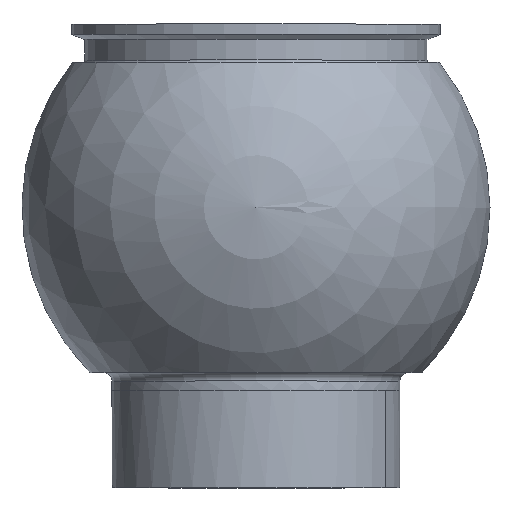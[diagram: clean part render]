
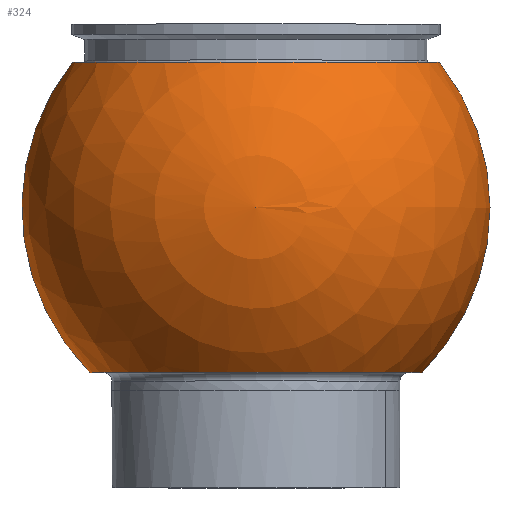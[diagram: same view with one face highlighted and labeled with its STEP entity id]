
A CAD part, top view. The second image highlights one B-rep face of the part: STEP entity #324.
In plain terms, the highlighted spherical face has radius 82.55 mm.
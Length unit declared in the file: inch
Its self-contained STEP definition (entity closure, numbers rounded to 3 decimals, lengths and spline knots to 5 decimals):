
#32 = ORIENTED_EDGE ( 'NONE', *, *, #216, .T. ) ;
#39 = CARTESIAN_POINT ( 'NONE',  ( 2.30617, -2.29, 0. ) ) ;
#44 = CARTESIAN_POINT ( 'NONE',  ( 2.54837, 2.017, 0. ) ) ;
#47 = DIRECTION ( 'NONE',  ( 0., 0., -1. ) ) ;
#51 = DIRECTION ( 'NONE',  ( 0., 0., -1. ) ) ;
#83 = EDGE_CURVE ( 'NONE', #472, #155, #174, .T. ) ;
#86 = VERTEX_POINT ( 'NONE', #44 ) ;
#123 = CIRCLE ( 'NONE', #518, 2.30617 ) ;
#135 = CARTESIAN_POINT ( 'NONE',  ( -2.30617, -2.29, 0. ) ) ;
#143 = DIRECTION ( 'NONE',  ( 1., 0., 0. ) ) ;
#155 = VERTEX_POINT ( 'NONE', #307 ) ;
#174 = CIRCLE ( 'NONE', #563, 3.25 ) ;
#189 = AXIS2_PLACEMENT_3D ( 'NONE', #295, #51, #143 ) ;
#207 = CARTESIAN_POINT ( 'NONE',  ( 0., 0., 0. ) ) ;
#208 = DIRECTION ( 'NONE',  ( 0., 1., 0. ) ) ;
#216 = EDGE_CURVE ( 'NONE', #247, #86, #549, .T. ) ;
#217 = DIRECTION ( 'NONE',  ( 0., 1., 0. ) ) ;
#218 = SPHERICAL_SURFACE ( 'NONE', #189, 3.25 ) ;
#247 = VERTEX_POINT ( 'NONE', #39 ) ;
#254 = DIRECTION ( 'NONE',  ( 1., 0., 0. ) ) ;
#266 = EDGE_LOOP ( 'NONE', ( #392, #507, #32, #382 ) ) ;
#295 = CARTESIAN_POINT ( 'NONE',  ( 0., 0., 0. ) ) ;
#307 = CARTESIAN_POINT ( 'NONE',  ( -2.54837, 2.017, 0. ) ) ;
#314 = CARTESIAN_POINT ( 'NONE',  ( 0., 0., 0. ) ) ;
#315 = AXIS2_PLACEMENT_3D ( 'NONE', #207, #523, #254 ) ;
#324 = ADVANCED_FACE ( 'NONE', ( #583 ), #218, .T. ) ;
#359 = DIRECTION ( 'NONE',  ( -1., 0., 0. ) ) ;
#382 = ORIENTED_EDGE ( 'NONE', *, *, #437, .F. ) ;
#392 = ORIENTED_EDGE ( 'NONE', *, *, #83, .F. ) ;
#437 = EDGE_CURVE ( 'NONE', #155, #86, #438, .T. ) ;
#438 = CIRCLE ( 'NONE', #484, 2.54837 ) ;
#472 = VERTEX_POINT ( 'NONE', #135 ) ;
#476 = CARTESIAN_POINT ( 'NONE',  ( 0., -2.29, 0. ) ) ;
#484 = AXIS2_PLACEMENT_3D ( 'NONE', #486, #217, #533 ) ;
#486 = CARTESIAN_POINT ( 'NONE',  ( 0., 2.017, 0. ) ) ;
#503 = EDGE_CURVE ( 'NONE', #472, #247, #123, .T. ) ;
#507 = ORIENTED_EDGE ( 'NONE', *, *, #503, .T. ) ;
#518 = AXIS2_PLACEMENT_3D ( 'NONE', #476, #208, #524 ) ;
#523 = DIRECTION ( 'NONE',  ( 0., 0., 1. ) ) ;
#524 = DIRECTION ( 'NONE',  ( -1., 0., 0. ) ) ;
#533 = DIRECTION ( 'NONE',  ( -1., 0., 0. ) ) ;
#549 = CIRCLE ( 'NONE', #315, 3.25 ) ;
#563 = AXIS2_PLACEMENT_3D ( 'NONE', #314, #47, #359 ) ;
#583 = FACE_OUTER_BOUND ( 'NONE', #266, .T. ) ;
